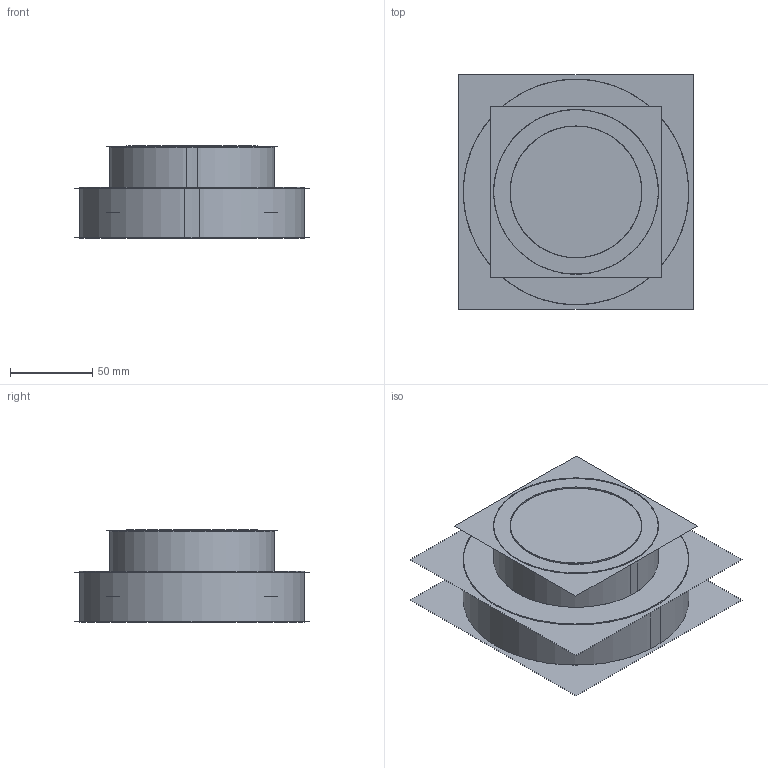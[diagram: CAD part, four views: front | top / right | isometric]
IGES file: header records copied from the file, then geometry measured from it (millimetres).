
Start section:  PTC IGES file: rondelle_amortisseur_mercury.igs
Global section: file name: rondelle_amortisseur_mercury.igs; native system: Creo Parametric by PTC Inc.; preprocessor: 2018400; author: Frilame; organization: Unknown; date: 20220225.090249; units: millimetre
Bounding box: 142.48 x 142.48 x 56.4 mm (x, y, z)
Surface area: 121365.3 mm2 (no closed solid volume)
Topology: 0 solids, 0 shells, 24 faces, 280 edges, 368 vertices
Faces by surface type: revolution 16, bspline 8
